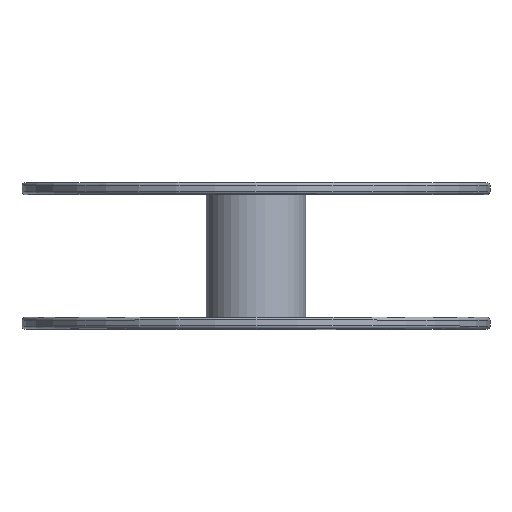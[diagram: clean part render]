
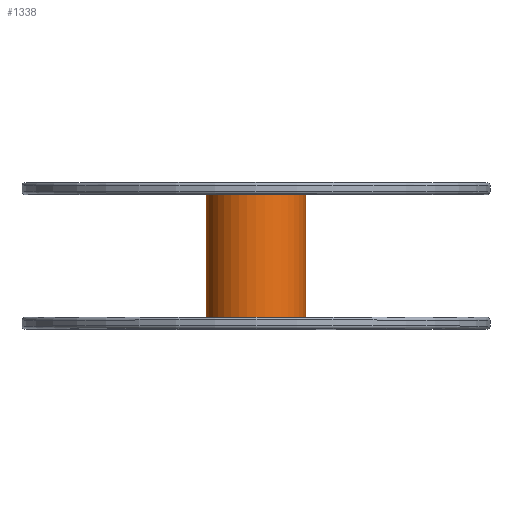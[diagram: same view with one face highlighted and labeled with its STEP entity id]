
A CAD part, top view. The second image highlights one B-rep face of the part: STEP entity #1338.
In plain terms, the highlighted cylindrical face has radius 8.5 mm (diameter 17 mm), a full revolution.
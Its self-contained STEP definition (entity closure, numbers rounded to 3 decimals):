
#127=FACE_OUTER_BOUND('',#247,.T.);
#247=EDGE_LOOP('',(#1145,#1146,#1147,#1148));
#308=LINE('',#2399,#367);
#367=VECTOR('',#1983,8.5);
#493=CIRCLE('',#1523,8.5);
#521=CIRCLE('',#1557,8.5);
#624=VERTEX_POINT('',#2335);
#651=VERTEX_POINT('',#2398);
#793=EDGE_CURVE('',#624,#624,#493,.T.);
#823=EDGE_CURVE('',#624,#651,#308,.T.);
#824=EDGE_CURVE('',#651,#651,#521,.T.);
#1145=ORIENTED_EDGE('',*,*,#793,.F.);
#1146=ORIENTED_EDGE('',*,*,#823,.T.);
#1147=ORIENTED_EDGE('',*,*,#824,.T.);
#1148=ORIENTED_EDGE('',*,*,#823,.F.);
#1269=CYLINDRICAL_SURFACE('',#1556,8.5);
#1338=ADVANCED_FACE('',(#127),#1269,.T.);
#1523=AXIS2_PLACEMENT_3D('',#2336,#1913,#1914);
#1556=AXIS2_PLACEMENT_3D('',#2397,#1981,#1982);
#1557=AXIS2_PLACEMENT_3D('',#2400,#1984,#1985);
#1913=DIRECTION('center_axis',(0.,-1.,0.));
#1914=DIRECTION('ref_axis',(1.,0.,0.));
#1981=DIRECTION('center_axis',(0.,-1.,0.));
#1982=DIRECTION('ref_axis',(1.,0.,0.));
#1983=DIRECTION('',(0.,1.,0.));
#1984=DIRECTION('center_axis',(0.,-1.,0.));
#1985=DIRECTION('ref_axis',(1.,0.,0.));
#2335=CARTESIAN_POINT('',(-8.5,-21.,0.));
#2336=CARTESIAN_POINT('Origin',(0.,-21.,0.));
#2397=CARTESIAN_POINT('Origin',(0.,0.,0.));
#2398=CARTESIAN_POINT('',(-8.5,0.,0.));
#2399=CARTESIAN_POINT('',(-8.5,0.,0.));
#2400=CARTESIAN_POINT('Origin',(0.,0.,0.));
